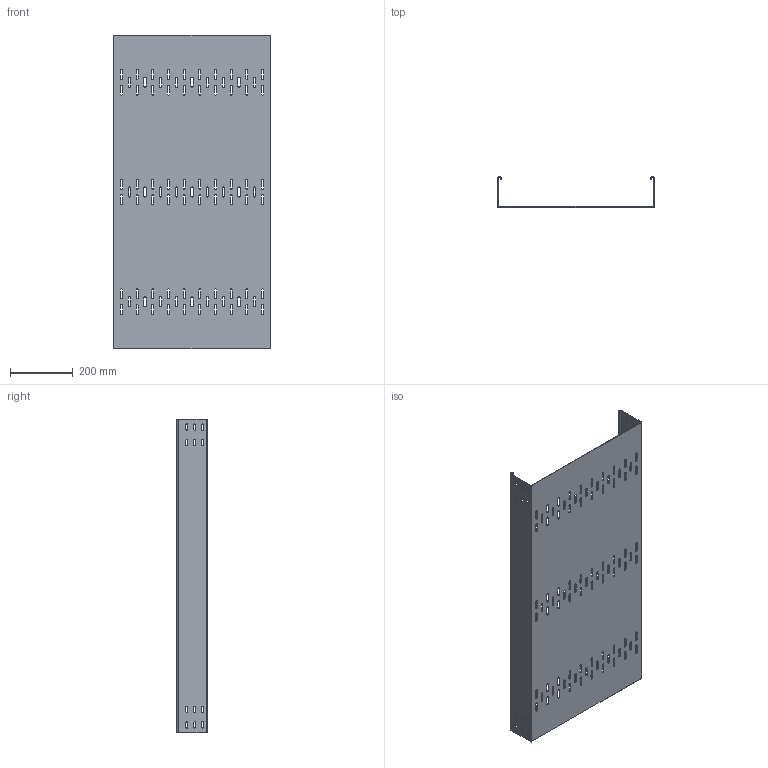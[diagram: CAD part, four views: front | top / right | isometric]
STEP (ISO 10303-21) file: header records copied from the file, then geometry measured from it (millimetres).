
FILE_DESCRIPTION (( 'STEP AP214' ), '1' );
FILE_NAME ('6061899.stp', '2019-12-02T14:30:16', ( '' ), ( '' ), 'SwSTEP 2.0', 'SolidWorks 2018', '' );
FILE_SCHEMA (( 'AUTOMOTIVE_DESIGN' ));
Length unit declared in the file: millimetre
Products named in the file (1): 6061899
Bounding box: 500 x 98 x 1000 mm (x, y, z)
Volume: 1391470.3 mm3; surface area: 1413170 mm2
Topology: 1 solids, 1 shells, 565 faces, 1673 edges, 1110 vertices
Faces by surface type: cylinder 313, plane 252
Entity records: 24480 total; most frequent: DIRECTION 3431, CARTESIAN_POINT 3349, ORIENTED_EDGE 3346, EDGE_CURVE 1673, AXIS2_PLACEMENT_3D 1192, VERTEX_POINT 1110, VECTOR 1047, LINE 1047
